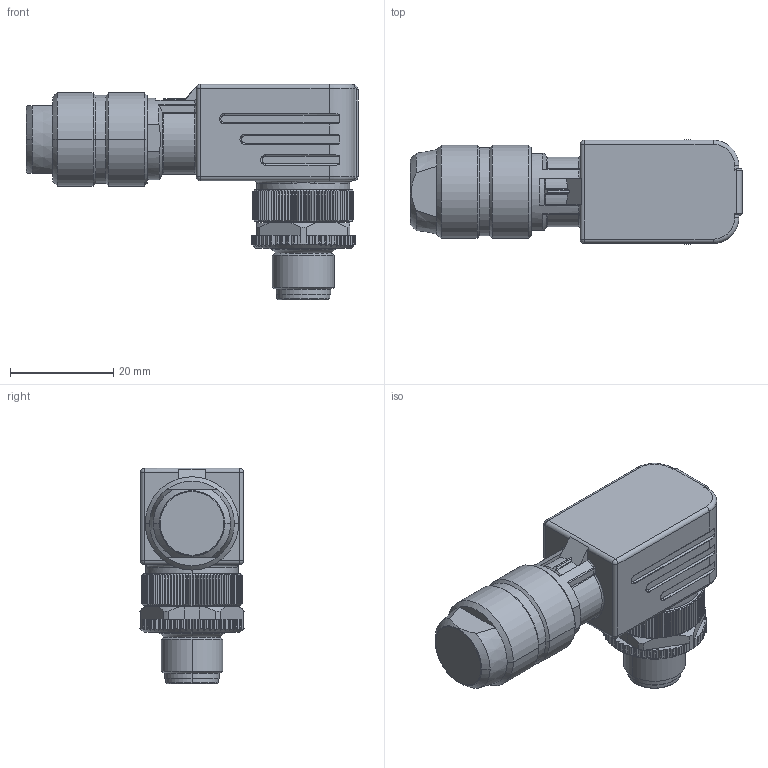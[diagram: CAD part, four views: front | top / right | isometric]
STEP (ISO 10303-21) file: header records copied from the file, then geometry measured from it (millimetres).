
FILE_DESCRIPTION((''),'2;1');
FILE_NAME('DM_CAD-2014','2017-04-12T',('creinig-se'),(''),'PRO/ENGINEER BY PARAMETRIC TECHNOLOGY CORPORATION, 2015440','PRO/ENGINEER BY PARAMETRIC TECHNOLOGY CORPORATION, 2015440','');
FILE_SCHEMA(('CONFIG_CONTROL_DESIGN'));
Length unit declared in the file: millimetre
Products named in the file (1): DM_CAD-2014
Bounding box: 64.4 x 20.2 x 41.8 mm (x, y, z)
Volume: 22697.4 mm3; surface area: 6924.1 mm2
Topology: 1 solids, 2 shells, 959 faces, 2442 edges, 1484 vertices
Faces by surface type: plane 397, cylinder 288, cone 228, torus 30, sphere 14, bspline 2
Entity records: 38792 total; most frequent: CARTESIAN_POINT 8580, ORIENTED_EDGE 4856, DIRECTION 4467, PRESENTATION_STYLE_ASSIGNMENT 2480, STYLED_ITEM 2430, CURVE_STYLE 2429, EDGE_CURVE 2428, AXIS2_PLACEMENT_3D 1779
